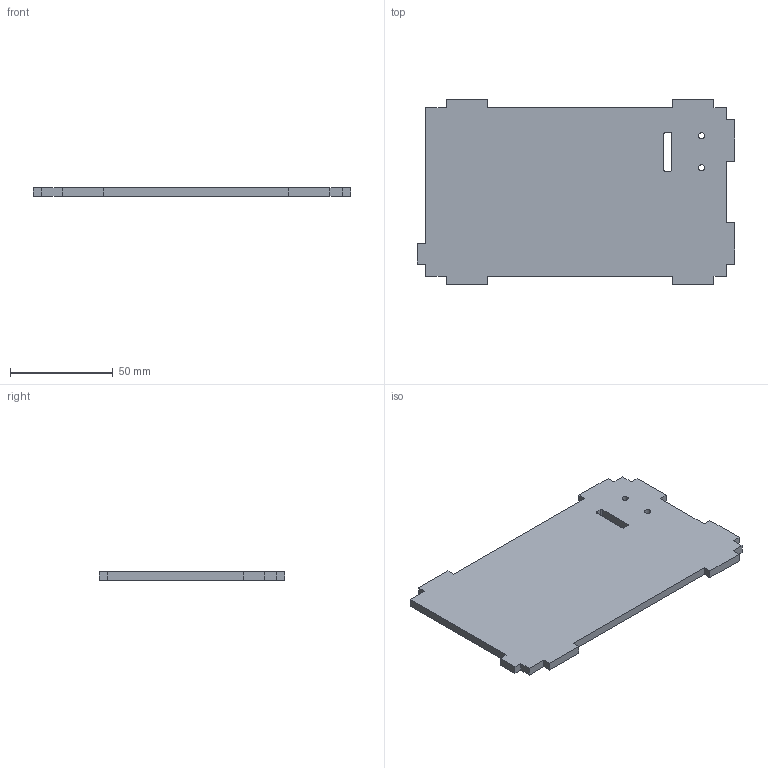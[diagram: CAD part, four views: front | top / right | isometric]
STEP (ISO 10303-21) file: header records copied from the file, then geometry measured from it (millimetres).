
FILE_DESCRIPTION(/* description */ (''),/* implementation_level */ '2;1');
FILE_NAME(/* name */ '15_rpi_case_top.stp',/* time_stamp */ '2019-04-24T16:22:16+02:00',/* author */ (''),/* organization */ (''),/* preprocessor_version */ 'ST-DEVELOPER v16.7',/* originating_system */ 'SIEMENS PLM Software NX 12.0',/* authorisation */ '');
FILE_SCHEMA (('AP203_CONFIGURATION_CONTROLLED_3D_DESIGN_OF_MECHANICAL_PARTS_AND_ASSEMBLIES_MIM_LF { 1 0 10303 403 2 1 2}'));
Length unit declared in the file: millimetre
Products named in the file (1): 15_rpi_case_top
Bounding box: 154 x 90 x 4 mm (x, y, z)
Volume: 49610.9 mm3; surface area: 27106 mm2
Topology: 1 solids, 1 shells, 44 faces, 126 edges, 84 vertices
Faces by surface type: plane 38, cylinder 6
Full cylindrical faces by diameter (mm): 3 x2
Entity records: 1518 total; most frequent: CARTESIAN_POINT 253, ORIENTED_EDGE 248, DIRECTION 226, EDGE_CURVE 124, LINE 112, VECTOR 112, VERTEX_POINT 84, AXIS2_PLACEMENT_3D 57
